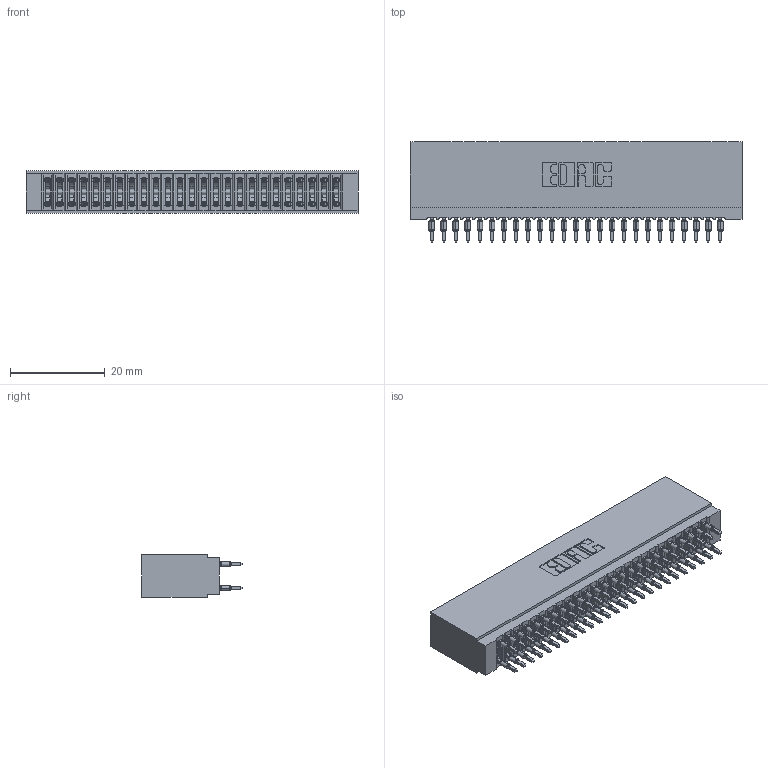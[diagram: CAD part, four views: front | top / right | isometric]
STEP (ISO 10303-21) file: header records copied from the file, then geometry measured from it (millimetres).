
FILE_DESCRIPTION (( 'STEP AP203' ), '1' );
FILE_NAME ('745-050-525-201.STEP', '2026-02-26T18:13:54', ( '' ), ( '' ), 'SwSTEP 2.0', 'SolidWorks 2023', '' );
FILE_SCHEMA (( 'CONFIG_CONTROL_DESIGN' ));
Length unit declared in the file: millimetre
Products named in the file (3): 745 Part_Insulator Option - 01; 745-292-001_525; 745-050-525-201
Assembly tree (51 placements, depth 2):
  745-050-525-201
    745 Part_Insulator Option - 01
    745-292-001_525  x50
Bounding box: 70.1 x 21.22 x 8.89 mm (x, y, z)
Volume: 6402.8 mm3; surface area: 12576.2 mm2
Topology: 51 solids, 51 shells, 4570 faces, 12283 edges, 7722 vertices
Faces by surface type: plane 2355, bspline 1000, cylinder 915, torus 300
Entity records: 44409 total; most frequent: CARTESIAN_POINT 8211, ORIENTED_EDGE 7612, DIRECTION 6664, EDGE_CURVE 3806, LINE 3474, VECTOR 3474, VERTEX_POINT 2430, AXIS2_PLACEMENT_3D 1595
